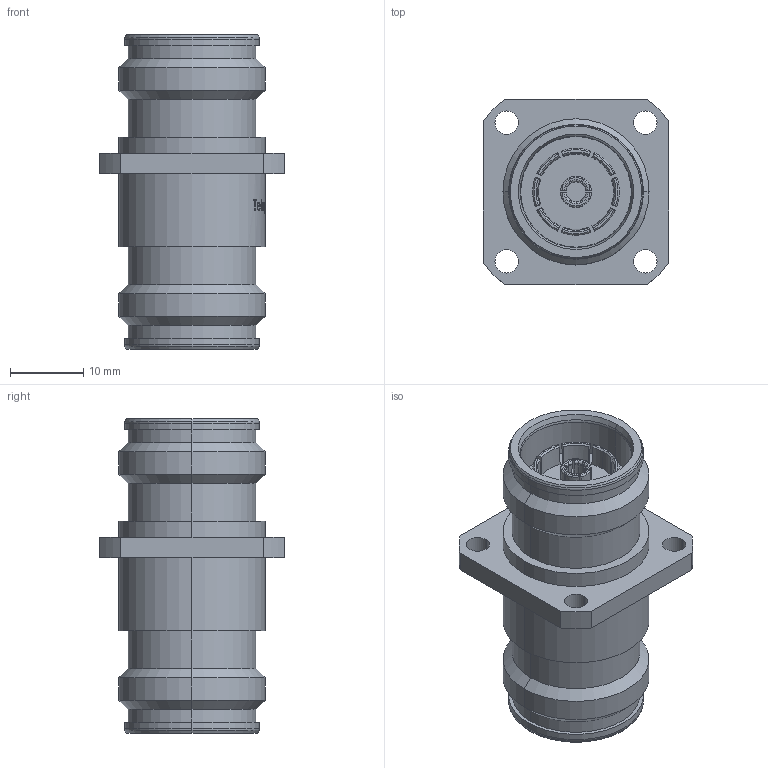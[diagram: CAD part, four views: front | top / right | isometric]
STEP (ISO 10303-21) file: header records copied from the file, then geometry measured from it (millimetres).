
FILE_DESCRIPTION (( 'STEP AP214' ), '1' );
FILE_NAME ('J01442C0003.STEP', '2019-11-21T14:44:03', ( '' ), ( '' ), 'SwSTEP 2.0', 'SolidWorks 2018', '' );
FILE_SCHEMA (( 'AUTOMOTIVE_DESIGN' ));
Length unit declared in the file: millimetre
Products named in the file (1): J01442C0003
Bounding box: 25.4 x 25.4 x 43 mm (x, y, z)
Volume: 10822.2 mm3; surface area: 5312.4 mm2
Topology: 1 solids, 1 shells, 519 faces, 1327 edges, 862 vertices
Faces by surface type: plane 156, cylinder 116, torus 96, bspline 83, cone 68
Entity records: 28350 total; most frequent: CARTESIAN_POINT 11018, ORIENTED_EDGE 2654, DIRECTION 2076, EDGE_CURVE 1327, VERTEX_POINT 862, AXIS2_PLACEMENT_3D 839, EDGE_LOOP 579, UNCERTAINTY_MEASURE_WITH_UNIT 520
